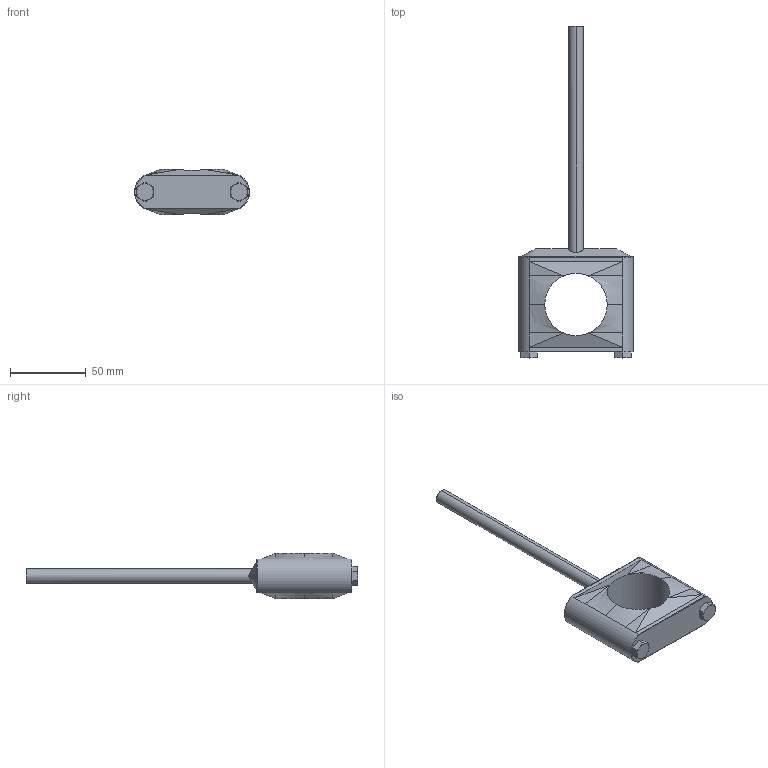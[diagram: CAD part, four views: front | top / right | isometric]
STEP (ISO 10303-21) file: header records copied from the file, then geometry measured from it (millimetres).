
FILE_DESCRIPTION (( 'STEP AP214' ), '1' );
FILE_NAME ('CSDBM6R1.25P304ZP.STEP', '2023-05-28T07:03:28', ( '' ), ( '' ), 'SwSTEP 2.0', 'SolidWorks 2018', '' );
FILE_SCHEMA (( 'AUTOMOTIVE_DESIGN' ));
Length unit declared in the file: inch
Products named in the file (1): CSDBM6R1.25P304ZP
Bounding box: 75.87 x 219.06 x 29.85 mm (x, y, z)
Volume: 92665.8 mm3; surface area: 20690.1 mm2
Topology: 1 solids, 1 shells, 100 faces, 244 edges, 146 vertices
Faces by surface type: plane 38, bspline 20, cone 16, cylinder 14, torus 10, sphere 2
Entity records: 3789 total; most frequent: CARTESIAN_POINT 1630, ORIENTED_EDGE 488, DIRECTION 378, EDGE_CURVE 244, VERTEX_POINT 146, AXIS2_PLACEMENT_3D 143, EDGE_LOOP 102, ADVANCED_FACE 100
